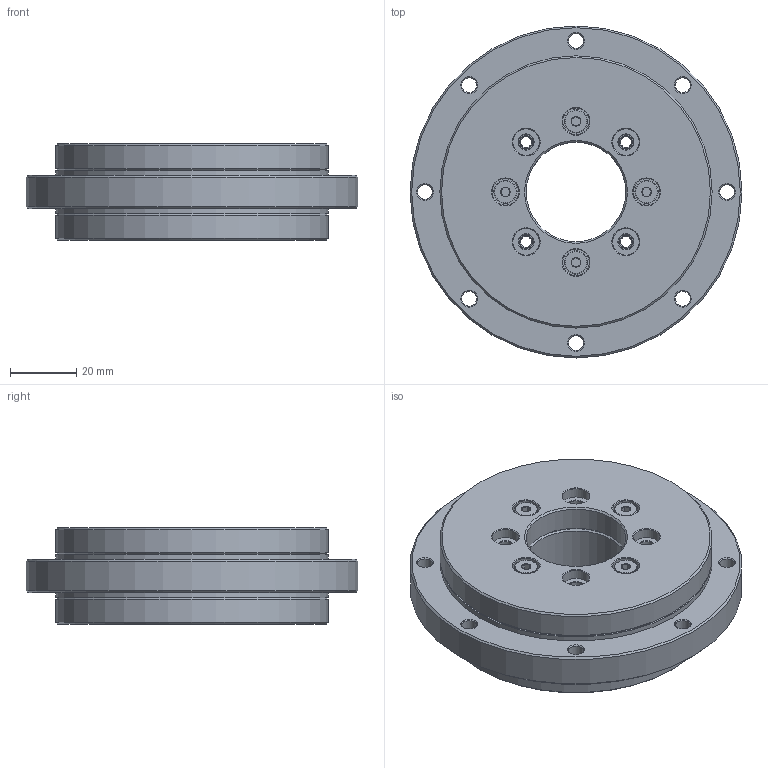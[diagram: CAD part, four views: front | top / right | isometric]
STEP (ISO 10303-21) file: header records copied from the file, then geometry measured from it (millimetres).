
FILE_DESCRIPTION(/* description */ (''),/* implementation_level */ '2;1');
FILE_NAME(/* name */ 'MISC_SlewingRing_PRT_01_30.iam.stp',/* time_stamp */ '2016-01-07T16:50:50-08:00',/* author */ ('Autodesk Inc.'),/* organization */ ('Autodesk Inc.'),/* preprocessor_version */ 'ST-DEVELOPER v16.1',/* originating_system */ 'Autodesk Inventor 2016',/* authorisation */ '');
FILE_SCHEMA (('AUTOMOTIVE_DESIGN { 1 0 10303 214 3 1 1 }'));
Products named in the file (8): 1; 2; 3; 4; 5; 6; 7; MISC_SlewingRing_PRT_01_30
Assembly tree (7 placements, depth 2):
  MISC_SlewingRing_PRT_01_30
    1
    2
    3
    4
    5
    6
    7
Bounding box: 100 x 100 x 29 mm (x, y, z)
Volume: 154669.3 mm3; surface area: 59956.7 mm2
Topology: 7 solids, 7 shells, 197 faces, 384 edges, 229 vertices
Faces by surface type: cone 76, plane 66, cylinder 51, torus 4
Full cylindrical faces by diameter (mm): 3.3 x8, 4 x4, 4.5 x16, 7 x4, 8 x8, 30 x2, 55 x2, 58 x2, 82 x4, 100 x1
Entity records: 4691 total; most frequent: DIRECTION 834, CARTESIAN_POINT 742, ORIENTED_EDGE 506, EDGE_LOOP 394, AXIS2_PLACEMENT_3D 393, EDGE_CURVE 253, VERTEX_POINT 229, FACE_BOUND 197
